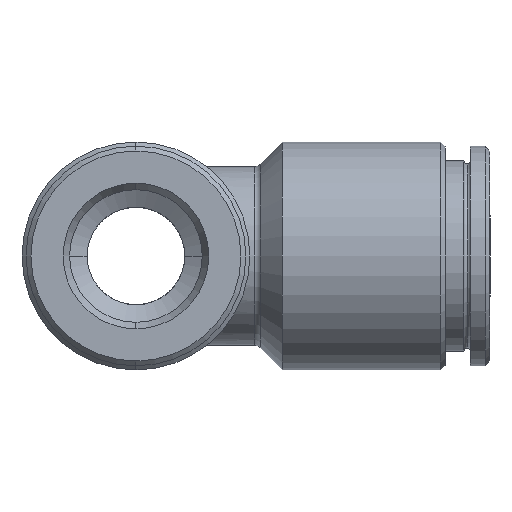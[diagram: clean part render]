
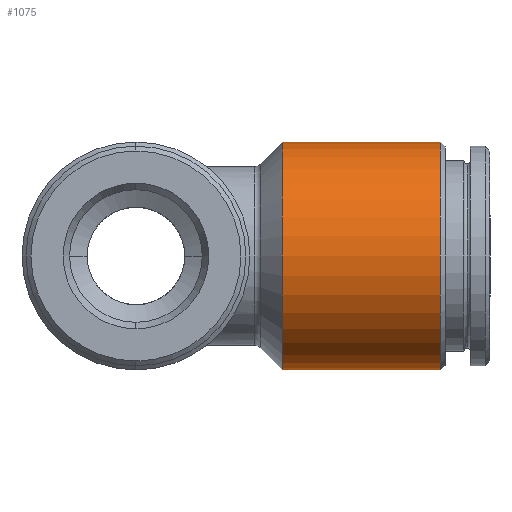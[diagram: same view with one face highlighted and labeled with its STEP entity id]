
A CAD part, left-side view. The second image highlights one B-rep face of the part: STEP entity #1075.
In plain terms, the highlighted cylindrical face has radius 7 mm (diameter 14 mm), a partial arc.
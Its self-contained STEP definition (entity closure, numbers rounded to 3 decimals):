
#704 = EDGE_CURVE ( 'NONE', #1433, #1389, #2757, .T. ) ;
#1074 = ORIENTED_EDGE ( 'NONE', *, *, #1431, .F. ) ;
#1075 = ADVANCED_FACE ( 'NONE', ( #1839 ), #1837, .T. ) ;
#1082 = ORIENTED_EDGE ( 'NONE', *, *, #704, .F. ) ;
#1084 = ORIENTED_EDGE ( 'NONE', *, *, #1418, .T. ) ;
#1086 = EDGE_CURVE ( 'NONE', #1426, #1384, #1847, .T. ) ;
#1091 = ORIENTED_EDGE ( 'NONE', *, *, #1086, .T. ) ;
#1095 = EDGE_LOOP ( 'NONE', ( #1074, #1091, #1084, #1082 ) ) ;
#1384 = VERTEX_POINT ( 'NONE', #2177 ) ;
#1389 = VERTEX_POINT ( 'NONE', #2266 ) ;
#1418 = EDGE_CURVE ( 'NONE', #1384, #1389, #2294, .T. ) ;
#1426 = VERTEX_POINT ( 'NONE', #2342 ) ;
#1431 = EDGE_CURVE ( 'NONE', #1426, #1433, #2348, .T. ) ;
#1433 = VERTEX_POINT ( 'NONE', #2349 ) ;
#1836 = DIRECTION ( 'NONE',  ( 0., 1., 0. ) ) ;
#1837 = CYLINDRICAL_SURFACE ( 'NONE', #1842, 7. ) ;
#1839 = FACE_OUTER_BOUND ( 'NONE', #1095, .T. ) ;
#1840 = DIRECTION ( 'NONE',  ( 0., 0., 1. ) ) ;
#1841 = CARTESIAN_POINT ( 'NONE',  ( 0., 0., 0. ) ) ;
#1842 = AXIS2_PLACEMENT_3D ( 'NONE', #1841, #1836, #1840 ) ;
#1847 = CIRCLE ( 'NONE', #1862, 7. ) ;
#1849 = CARTESIAN_POINT ( 'NONE',  ( 0., -18.7, 0. ) ) ;
#1852 = DIRECTION ( 'NONE',  ( 0., 0., 1. ) ) ;
#1859 = DIRECTION ( 'NONE',  ( 0., 1., 0. ) ) ;
#1862 = AXIS2_PLACEMENT_3D ( 'NONE', #1849, #1859, #1852 ) ;
#2177 = CARTESIAN_POINT ( 'NONE',  ( 0., -18.7, 7. ) ) ;
#2266 = CARTESIAN_POINT ( 'NONE',  ( 0., -9., 7. ) ) ;
#2291 = DIRECTION ( 'NONE',  ( 0., 1., 0. ) ) ;
#2292 = VECTOR ( 'NONE', #2291, 1000. ) ;
#2293 = CARTESIAN_POINT ( 'NONE',  ( 0., 0., 7. ) ) ;
#2294 = LINE ( 'NONE', #2293, #2292 ) ;
#2337 = DIRECTION ( 'NONE',  ( 0., 1., 0. ) ) ;
#2338 = VECTOR ( 'NONE', #2337, 1000. ) ;
#2342 = CARTESIAN_POINT ( 'NONE',  ( 0., -18.7, -7. ) ) ;
#2347 = CARTESIAN_POINT ( 'NONE',  ( 0., 0., -7. ) ) ;
#2348 = LINE ( 'NONE', #2347, #2338 ) ;
#2349 = CARTESIAN_POINT ( 'NONE',  ( 0., -9., -7. ) ) ;
#2753 = DIRECTION ( 'NONE',  ( 0., 1., 0. ) ) ;
#2754 = CARTESIAN_POINT ( 'NONE',  ( 0., -9., 0. ) ) ;
#2755 = DIRECTION ( 'NONE',  ( 0., 0., -1. ) ) ;
#2756 = AXIS2_PLACEMENT_3D ( 'NONE', #2754, #2753, #2755 ) ;
#2757 = CIRCLE ( 'NONE', #2756, 7. ) ;
